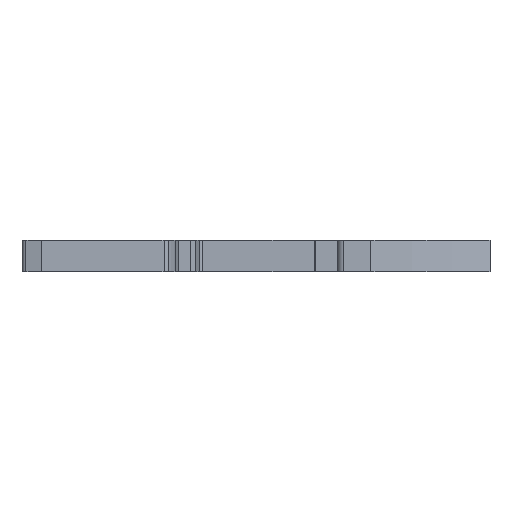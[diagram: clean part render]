
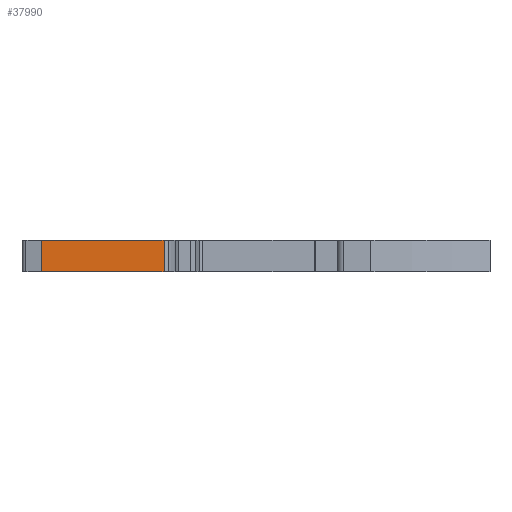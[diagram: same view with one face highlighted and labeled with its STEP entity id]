
A CAD part, front view. The second image highlights one B-rep face of the part: STEP entity #37990.
In plain terms, the highlighted planar face has unit normal (0, -1, 0).
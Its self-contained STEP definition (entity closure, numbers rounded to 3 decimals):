
#9220=CARTESIAN_POINT('',(-42.75,1.3,
-0.1));
#9230=VERTEX_POINT('',#9220);
#9260=CARTESIAN_POINT('',(0.,1.3,-0.1));
#9270=DIRECTION('',(-1.,0.,0.));
#9280=VECTOR('',#9270,1.);
#9290=LINE('',#9260,#9280);
#9300=CARTESIAN_POINT('',(-18.3,1.3,
-0.1));
#9310=VERTEX_POINT('',#9300);
#9320=EDGE_CURVE('',#9310,#9230,#9290,.T.);
#37510=CARTESIAN_POINT('',(-18.3,1.3,
6.2));
#37520=DIRECTION('',(0.,0.,1.));
#37530=VECTOR('',#37520,1.);
#37540=LINE('',#37510,#37530);
#37550=CARTESIAN_POINT('',(-18.3,1.3,
6.2));
#37560=VERTEX_POINT('',#37550);
#37570=EDGE_CURVE('',#9310,#37560,#37540,.T.);
#37760=CARTESIAN_POINT('',(-42.75,1.3,
6.2));
#37770=DIRECTION('',(0.,-1.,-0.));
#37780=DIRECTION('',(-1.,0.,0.));
#37790=AXIS2_PLACEMENT_3D('',#37760,#37770,#37780);
#37800=PLANE('',#37790);
#37810=ORIENTED_EDGE('',*,*,#37570,.T.);
#37820=ORIENTED_EDGE('',*,*,#9320,.F.);
#37830=CARTESIAN_POINT('',(-42.75,1.3,0.));
#37840=DIRECTION('',(0.,0.,-1.));
#37850=VECTOR('',#37840,1.);
#37860=LINE('',#37830,#37850);
#37870=CARTESIAN_POINT('',(-42.75,1.3,
6.2));
#37880=VERTEX_POINT('',#37870);
#37890=EDGE_CURVE('',#37880,#9230,#37860,.T.);
#37900=ORIENTED_EDGE('',*,*,#37890,.T.);
#37910=CARTESIAN_POINT('',(0.,1.3,6.2));
#37920=DIRECTION('',(1.,0.,0.));
#37930=VECTOR('',#37920,1.);
#37940=LINE('',#37910,#37930);
#37950=EDGE_CURVE('',#37880,#37560,#37940,.T.);
#37960=ORIENTED_EDGE('',*,*,#37950,.F.);
#37970=EDGE_LOOP('',(#37960,#37900,#37820,#37810));
#37980=FACE_OUTER_BOUND('',#37970,.T.);
#37990=ADVANCED_FACE('',(#37980),#37800,.T.);
